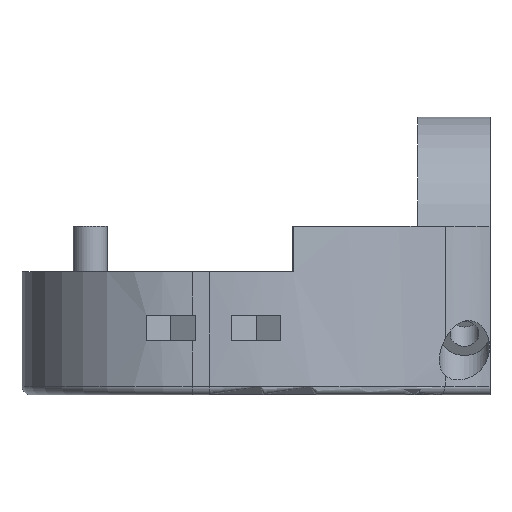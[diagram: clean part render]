
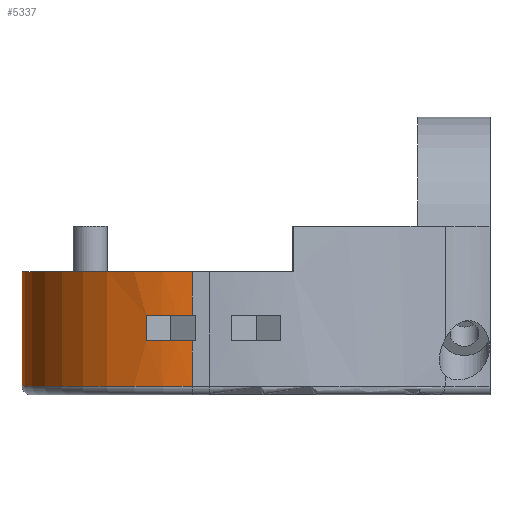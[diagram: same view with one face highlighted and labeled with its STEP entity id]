
A CAD part, left-side view. The second image highlights one B-rep face of the part: STEP entity #5337.
In plain terms, the highlighted cylindrical face has radius 20 mm (diameter 40 mm), a partial arc.
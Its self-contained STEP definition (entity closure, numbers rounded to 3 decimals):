
#283 = PLANE('',#284);
#284 = AXIS2_PLACEMENT_3D('',#285,#286,#287);
#285 = CARTESIAN_POINT('',(0.,62.617,14.5));
#286 = DIRECTION('',(0.,0.,1.));
#287 = DIRECTION('',(0.,1.,0.));
#965 = VERTEX_POINT('',#966);
#966 = CARTESIAN_POINT('',(-12.5,55.,14.5));
#980 = PLANE('',#981);
#981 = AXIS2_PLACEMENT_3D('',#982,#983,#984);
#982 = CARTESIAN_POINT('',(-12.5,55.,0.));
#983 = DIRECTION('',(0.,1.,0.));
#984 = DIRECTION('',(1.,0.,0.));
#992 = EDGE_CURVE('',#993,#965,#995,.T.);
#993 = VERTEX_POINT('',#994);
#994 = CARTESIAN_POINT('',(-32.5,35.,14.5));
#995 = SURFACE_CURVE('',#996,(#1001,#1012),.PCURVE_S1.);
#996 = CIRCLE('',#997,20.);
#997 = AXIS2_PLACEMENT_3D('',#998,#999,#1000);
#998 = CARTESIAN_POINT('',(-12.5,35.,14.5));
#999 = DIRECTION('',(0.,0.,-1.));
#1000 = DIRECTION('',(1.,0.,0.));
#1001 = PCURVE('',#283,#1002);
#1002 = DEFINITIONAL_REPRESENTATION('',(#1003),#1011);
#1003 = ( BOUNDED_CURVE() B_SPLINE_CURVE(2,(#1004,#1005,#1006,#1007,
#1008,#1009,#1010),.UNSPECIFIED.,.T.,.F.) B_SPLINE_CURVE_WITH_KNOTS((1,2
    ,2,2,2,1),(-2.094,0.,2.094,4.189,
6.283,8.378),.UNSPECIFIED.) CURVE() 
GEOMETRIC_REPRESENTATION_ITEM() RATIONAL_B_SPLINE_CURVE((1.,0.5,1.,0.5,
1.,0.5,1.)) REPRESENTATION_ITEM('') );
#1004 = CARTESIAN_POINT('',(-27.617,-7.5));
#1005 = CARTESIAN_POINT('',(-62.259,-7.5));
#1006 = CARTESIAN_POINT('',(-44.938,22.5));
#1007 = CARTESIAN_POINT('',(-27.617,52.5));
#1008 = CARTESIAN_POINT('',(-10.297,22.5));
#1009 = CARTESIAN_POINT('',(7.024,-7.5));
#1010 = CARTESIAN_POINT('',(-27.617,-7.5));
#1011 = ( GEOMETRIC_REPRESENTATION_CONTEXT(2) 
PARAMETRIC_REPRESENTATION_CONTEXT() REPRESENTATION_CONTEXT('2D SPACE',''
  ) );
#1012 = PCURVE('',#1013,#1018);
#1013 = CYLINDRICAL_SURFACE('',#1014,20.);
#1014 = AXIS2_PLACEMENT_3D('',#1015,#1016,#1017);
#1015 = CARTESIAN_POINT('',(-12.5,35.,0.));
#1016 = DIRECTION('',(-0.,-0.,-1.));
#1017 = DIRECTION('',(1.,0.,0.));
#1018 = DEFINITIONAL_REPRESENTATION('',(#1019),#1023);
#1019 = LINE('',#1020,#1021);
#1020 = CARTESIAN_POINT('',(-6.283,-14.5));
#1021 = VECTOR('',#1022,1.);
#1022 = DIRECTION('',(1.,-0.));
#1023 = ( GEOMETRIC_REPRESENTATION_CONTEXT(2) 
PARAMETRIC_REPRESENTATION_CONTEXT() REPRESENTATION_CONTEXT('2D SPACE',''
  ) );
#1041 = PLANE('',#1042);
#1042 = AXIS2_PLACEMENT_3D('',#1043,#1044,#1045);
#1043 = CARTESIAN_POINT('',(-32.5,35.,0.));
#1044 = DIRECTION('',(1.,0.,0.));
#1045 = DIRECTION('',(0.,-1.,0.));
#3226 = TOROIDAL_SURFACE('',#3227,19.,1.);
#3227 = AXIS2_PLACEMENT_3D('',#3228,#3229,#3230);
#3228 = CARTESIAN_POINT('',(-12.5,35.,1.));
#3229 = DIRECTION('',(-0.,-0.,-1.));
#3230 = DIRECTION('',(0.,1.,0.));
#5138 = VERTEX_POINT('',#5139);
#5139 = CARTESIAN_POINT('',(-12.5,55.,1.));
#5160 = EDGE_CURVE('',#5138,#965,#5161,.T.);
#5161 = SURFACE_CURVE('',#5162,(#5166,#5173),.PCURVE_S1.);
#5162 = LINE('',#5163,#5164);
#5163 = CARTESIAN_POINT('',(-12.5,55.,0.));
#5164 = VECTOR('',#5165,1.);
#5165 = DIRECTION('',(0.,0.,1.));
#5166 = PCURVE('',#980,#5167);
#5167 = DEFINITIONAL_REPRESENTATION('',(#5168),#5172);
#5168 = LINE('',#5169,#5170);
#5169 = CARTESIAN_POINT('',(0.,0.));
#5170 = VECTOR('',#5171,1.);
#5171 = DIRECTION('',(0.,-1.));
#5172 = ( GEOMETRIC_REPRESENTATION_CONTEXT(2) 
PARAMETRIC_REPRESENTATION_CONTEXT() REPRESENTATION_CONTEXT('2D SPACE',''
  ) );
#5173 = PCURVE('',#1013,#5174);
#5174 = DEFINITIONAL_REPRESENTATION('',(#5175),#5179);
#5175 = LINE('',#5176,#5177);
#5176 = CARTESIAN_POINT('',(-1.571,0.));
#5177 = VECTOR('',#5178,1.);
#5178 = DIRECTION('',(-0.,-1.));
#5179 = ( GEOMETRIC_REPRESENTATION_CONTEXT(2) 
PARAMETRIC_REPRESENTATION_CONTEXT() REPRESENTATION_CONTEXT('2D SPACE',''
  ) );
#5187 = VERTEX_POINT('',#5188);
#5188 = CARTESIAN_POINT('',(-32.5,35.,1.));
#5209 = EDGE_CURVE('',#5187,#5210,#5212,.T.);
#5210 = VERTEX_POINT('',#5211);
#5211 = CARTESIAN_POINT('',(-32.5,35.,6.35));
#5212 = SURFACE_CURVE('',#5213,(#5217,#5224),.PCURVE_S1.);
#5213 = LINE('',#5214,#5215);
#5214 = CARTESIAN_POINT('',(-32.5,35.,0.));
#5215 = VECTOR('',#5216,1.);
#5216 = DIRECTION('',(0.,0.,1.));
#5217 = PCURVE('',#1041,#5218);
#5218 = DEFINITIONAL_REPRESENTATION('',(#5219),#5223);
#5219 = LINE('',#5220,#5221);
#5220 = CARTESIAN_POINT('',(0.,0.));
#5221 = VECTOR('',#5222,1.);
#5222 = DIRECTION('',(0.,-1.));
#5223 = ( GEOMETRIC_REPRESENTATION_CONTEXT(2) 
PARAMETRIC_REPRESENTATION_CONTEXT() REPRESENTATION_CONTEXT('2D SPACE',''
  ) );
#5224 = PCURVE('',#1013,#5225);
#5225 = DEFINITIONAL_REPRESENTATION('',(#5226),#5230);
#5226 = LINE('',#5227,#5228);
#5227 = CARTESIAN_POINT('',(-3.142,0.));
#5228 = VECTOR('',#5229,1.);
#5229 = DIRECTION('',(-0.,-1.));
#5230 = ( GEOMETRIC_REPRESENTATION_CONTEXT(2) 
PARAMETRIC_REPRESENTATION_CONTEXT() REPRESENTATION_CONTEXT('2D SPACE',''
  ) );
#5248 = PLANE('',#5249);
#5249 = AXIS2_PLACEMENT_3D('',#5250,#5251,#5252);
#5250 = CARTESIAN_POINT('',(-37.162,37.5,6.35));
#5251 = DIRECTION('',(-0.,-0.,-1.));
#5252 = DIRECTION('',(-1.,0.,0.));
#5289 = VERTEX_POINT('',#5290);
#5290 = CARTESIAN_POINT('',(-32.5,35.,9.35));
#5304 = PLANE('',#5305);
#5305 = AXIS2_PLACEMENT_3D('',#5306,#5307,#5308);
#5306 = CARTESIAN_POINT('',(-37.162,37.5,9.35));
#5307 = DIRECTION('',(-0.,-0.,-1.));
#5308 = DIRECTION('',(-1.,0.,0.));
#5316 = EDGE_CURVE('',#5289,#993,#5317,.T.);
#5317 = SURFACE_CURVE('',#5318,(#5322,#5329),.PCURVE_S1.);
#5318 = LINE('',#5319,#5320);
#5319 = CARTESIAN_POINT('',(-32.5,35.,0.));
#5320 = VECTOR('',#5321,1.);
#5321 = DIRECTION('',(0.,0.,1.));
#5322 = PCURVE('',#1041,#5323);
#5323 = DEFINITIONAL_REPRESENTATION('',(#5324),#5328);
#5324 = LINE('',#5325,#5326);
#5325 = CARTESIAN_POINT('',(0.,0.));
#5326 = VECTOR('',#5327,1.);
#5327 = DIRECTION('',(0.,-1.));
#5328 = ( GEOMETRIC_REPRESENTATION_CONTEXT(2) 
PARAMETRIC_REPRESENTATION_CONTEXT() REPRESENTATION_CONTEXT('2D SPACE',''
  ) );
#5329 = PCURVE('',#1013,#5330);
#5330 = DEFINITIONAL_REPRESENTATION('',(#5331),#5335);
#5331 = LINE('',#5332,#5333);
#5332 = CARTESIAN_POINT('',(-3.142,0.));
#5333 = VECTOR('',#5334,1.);
#5334 = DIRECTION('',(-0.,-1.));
#5335 = ( GEOMETRIC_REPRESENTATION_CONTEXT(2) 
PARAMETRIC_REPRESENTATION_CONTEXT() REPRESENTATION_CONTEXT('2D SPACE',''
  ) );
#5337 = ADVANCED_FACE('',(#5338),#1013,.T.);
#5338 = FACE_BOUND('',#5339,.F.);
#5339 = EDGE_LOOP('',(#5340,#5341,#5363,#5364,#5365,#5366,#5390,#5418));
#5340 = ORIENTED_EDGE('',*,*,#5209,.F.);
#5341 = ORIENTED_EDGE('',*,*,#5342,.F.);
#5342 = EDGE_CURVE('',#5138,#5187,#5343,.T.);
#5343 = SURFACE_CURVE('',#5344,(#5349,#5356),.PCURVE_S1.);
#5344 = CIRCLE('',#5345,20.);
#5345 = AXIS2_PLACEMENT_3D('',#5346,#5347,#5348);
#5346 = CARTESIAN_POINT('',(-12.5,35.,1.));
#5347 = DIRECTION('',(0.,0.,1.));
#5348 = DIRECTION('',(0.,1.,0.));
#5349 = PCURVE('',#1013,#5350);
#5350 = DEFINITIONAL_REPRESENTATION('',(#5351),#5355);
#5351 = LINE('',#5352,#5353);
#5352 = CARTESIAN_POINT('',(-1.571,-1.));
#5353 = VECTOR('',#5354,1.);
#5354 = DIRECTION('',(-1.,0.));
#5355 = ( GEOMETRIC_REPRESENTATION_CONTEXT(2) 
PARAMETRIC_REPRESENTATION_CONTEXT() REPRESENTATION_CONTEXT('2D SPACE',''
  ) );
#5356 = PCURVE('',#3226,#5357);
#5357 = DEFINITIONAL_REPRESENTATION('',(#5358),#5362);
#5358 = LINE('',#5359,#5360);
#5359 = CARTESIAN_POINT('',(-0.,0.));
#5360 = VECTOR('',#5361,1.);
#5361 = DIRECTION('',(-1.,0.));
#5362 = ( GEOMETRIC_REPRESENTATION_CONTEXT(2) 
PARAMETRIC_REPRESENTATION_CONTEXT() REPRESENTATION_CONTEXT('2D SPACE',''
  ) );
#5363 = ORIENTED_EDGE('',*,*,#5160,.T.);
#5364 = ORIENTED_EDGE('',*,*,#992,.F.);
#5365 = ORIENTED_EDGE('',*,*,#5316,.F.);
#5366 = ORIENTED_EDGE('',*,*,#5367,.T.);
#5367 = EDGE_CURVE('',#5289,#5368,#5370,.T.);
#5368 = VERTEX_POINT('',#5369);
#5369 = CARTESIAN_POINT('',(-31.757,40.401,9.35));
#5370 = SURFACE_CURVE('',#5371,(#5376,#5383),.PCURVE_S1.);
#5371 = CIRCLE('',#5372,20.);
#5372 = AXIS2_PLACEMENT_3D('',#5373,#5374,#5375);
#5373 = CARTESIAN_POINT('',(-12.5,35.,9.35));
#5374 = DIRECTION('',(0.,0.,-1.));
#5375 = DIRECTION('',(1.,0.,0.));
#5376 = PCURVE('',#1013,#5377);
#5377 = DEFINITIONAL_REPRESENTATION('',(#5378),#5382);
#5378 = LINE('',#5379,#5380);
#5379 = CARTESIAN_POINT('',(-6.283,-9.35));
#5380 = VECTOR('',#5381,1.);
#5381 = DIRECTION('',(1.,-0.));
#5382 = ( GEOMETRIC_REPRESENTATION_CONTEXT(2) 
PARAMETRIC_REPRESENTATION_CONTEXT() REPRESENTATION_CONTEXT('2D SPACE',''
  ) );
#5383 = PCURVE('',#5304,#5384);
#5384 = DEFINITIONAL_REPRESENTATION('',(#5385),#5389);
#5385 = CIRCLE('',#5386,20.);
#5386 = AXIS2_PLACEMENT_2D('',#5387,#5388);
#5387 = CARTESIAN_POINT('',(-24.662,-2.5));
#5388 = DIRECTION('',(-1.,0.));
#5389 = ( GEOMETRIC_REPRESENTATION_CONTEXT(2) 
PARAMETRIC_REPRESENTATION_CONTEXT() REPRESENTATION_CONTEXT('2D SPACE',''
  ) );
#5390 = ORIENTED_EDGE('',*,*,#5391,.T.);
#5391 = EDGE_CURVE('',#5368,#5392,#5394,.T.);
#5392 = VERTEX_POINT('',#5393);
#5393 = CARTESIAN_POINT('',(-31.757,40.401,6.35));
#5394 = SURFACE_CURVE('',#5395,(#5399,#5406),.PCURVE_S1.);
#5395 = LINE('',#5396,#5397);
#5396 = CARTESIAN_POINT('',(-31.757,40.401,0.));
#5397 = VECTOR('',#5398,1.);
#5398 = DIRECTION('',(-0.,-0.,-1.));
#5399 = PCURVE('',#1013,#5400);
#5400 = DEFINITIONAL_REPRESENTATION('',(#5401),#5405);
#5401 = LINE('',#5402,#5403);
#5402 = CARTESIAN_POINT('',(-2.868,0.));
#5403 = VECTOR('',#5404,1.);
#5404 = DIRECTION('',(-0.,1.));
#5405 = ( GEOMETRIC_REPRESENTATION_CONTEXT(2) 
PARAMETRIC_REPRESENTATION_CONTEXT() REPRESENTATION_CONTEXT('2D SPACE',''
  ) );
#5406 = PCURVE('',#5407,#5412);
#5407 = PLANE('',#5408);
#5408 = AXIS2_PLACEMENT_3D('',#5409,#5410,#5411);
#5409 = CARTESIAN_POINT('',(-27.44,40.401,6.35));
#5410 = DIRECTION('',(0.,-1.,0.));
#5411 = DIRECTION('',(-1.,0.,0.));
#5412 = DEFINITIONAL_REPRESENTATION('',(#5413),#5417);
#5413 = LINE('',#5414,#5415);
#5414 = CARTESIAN_POINT('',(4.317,6.35));
#5415 = VECTOR('',#5416,1.);
#5416 = DIRECTION('',(0.,1.));
#5417 = ( GEOMETRIC_REPRESENTATION_CONTEXT(2) 
PARAMETRIC_REPRESENTATION_CONTEXT() REPRESENTATION_CONTEXT('2D SPACE',''
  ) );
#5418 = ORIENTED_EDGE('',*,*,#5419,.F.);
#5419 = EDGE_CURVE('',#5210,#5392,#5420,.T.);
#5420 = SURFACE_CURVE('',#5421,(#5426,#5433),.PCURVE_S1.);
#5421 = CIRCLE('',#5422,20.);
#5422 = AXIS2_PLACEMENT_3D('',#5423,#5424,#5425);
#5423 = CARTESIAN_POINT('',(-12.5,35.,6.35));
#5424 = DIRECTION('',(0.,0.,-1.));
#5425 = DIRECTION('',(1.,0.,0.));
#5426 = PCURVE('',#1013,#5427);
#5427 = DEFINITIONAL_REPRESENTATION('',(#5428),#5432);
#5428 = LINE('',#5429,#5430);
#5429 = CARTESIAN_POINT('',(-6.283,-6.35));
#5430 = VECTOR('',#5431,1.);
#5431 = DIRECTION('',(1.,-0.));
#5432 = ( GEOMETRIC_REPRESENTATION_CONTEXT(2) 
PARAMETRIC_REPRESENTATION_CONTEXT() REPRESENTATION_CONTEXT('2D SPACE',''
  ) );
#5433 = PCURVE('',#5248,#5434);
#5434 = DEFINITIONAL_REPRESENTATION('',(#5435),#5439);
#5435 = CIRCLE('',#5436,20.);
#5436 = AXIS2_PLACEMENT_2D('',#5437,#5438);
#5437 = CARTESIAN_POINT('',(-24.662,-2.5));
#5438 = DIRECTION('',(-1.,0.));
#5439 = ( GEOMETRIC_REPRESENTATION_CONTEXT(2) 
PARAMETRIC_REPRESENTATION_CONTEXT() REPRESENTATION_CONTEXT('2D SPACE',''
  ) );
